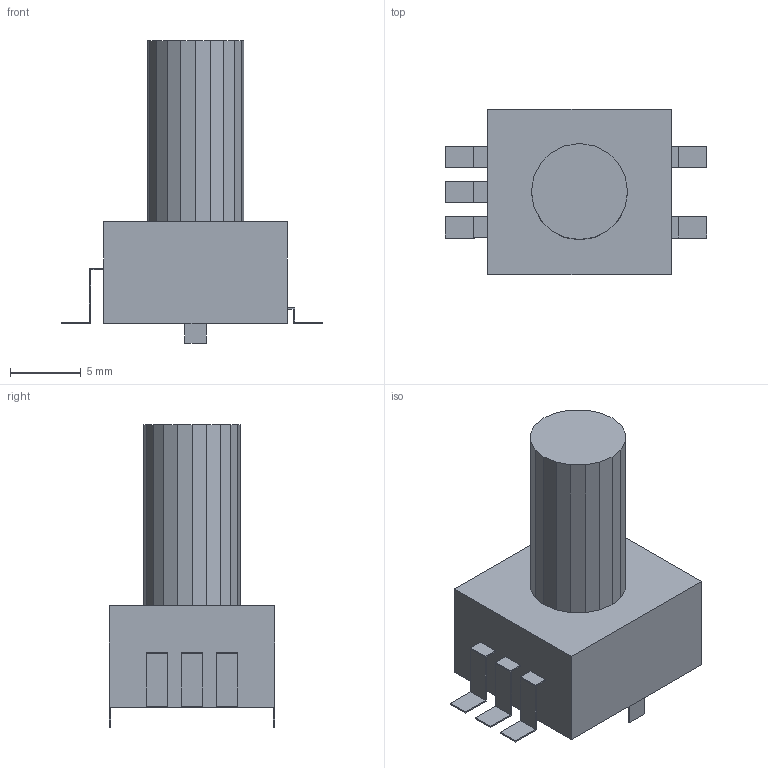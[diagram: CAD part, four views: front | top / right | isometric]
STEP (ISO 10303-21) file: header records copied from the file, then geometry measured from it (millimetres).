
FILE_DESCRIPTION(('FreeCAD Model'),'2;1');
FILE_NAME('Potentiometer_Bourns_PRS11S.step','2020-11-08T12:20:45',( 'kicad StepUp'),('ksu MCAD'),'Open CASCADE STEP processor 7.4', 'FreeCAD','Unknown');
FILE_SCHEMA(('AUTOMOTIVE_DESIGN { 1 0 10303 214 1 1 1 1 }'));
Length unit declared in the file: millimetre
Products named in the file (1): Potentiometer_Bourns_PRS11S
Bounding box: 18.5 x 11.7 x 21.4 mm (x, y, z)
Volume: 1556.9 mm3; surface area: 1028.8 mm2
Topology: 1 solids, 1 shells, 112 faces, 268 edges, 164 vertices
Faces by surface type: plane 112
Entity records: 3918 total; most frequent: CARTESIAN_POINT 545, ORIENTED_EDGE 536, DIRECTION 494, EDGE_CURVE 268, LINE 268, VECTOR 268, VERTEX_POINT 164, FACE_BOUND 118
